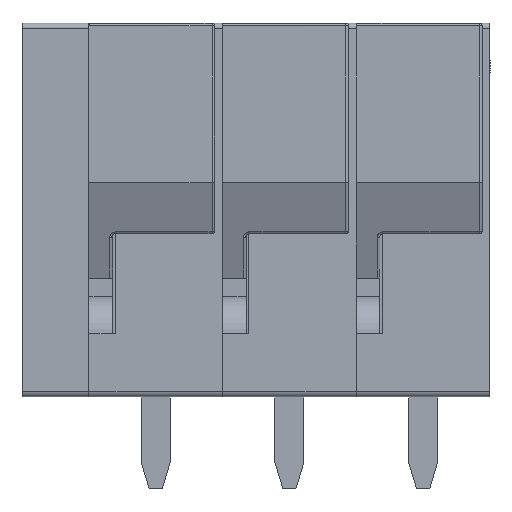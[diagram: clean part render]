
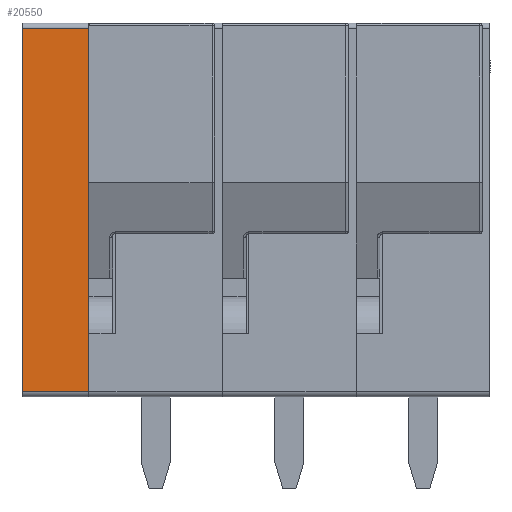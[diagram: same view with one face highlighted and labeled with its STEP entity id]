
A CAD part, front view. The second image highlights one B-rep face of the part: STEP entity #20550.
In plain terms, the highlighted planar face has unit normal (0, -1, 0).
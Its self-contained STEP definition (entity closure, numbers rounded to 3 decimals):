
#401 = CARTESIAN_POINT ( 'NONE',  ( -6.35, -3.2, 14. ) ) ;
#562 = ORIENTED_EDGE ( 'NONE', *, *, #34031, .F. ) ;
#3534 = ORIENTED_EDGE ( 'NONE', *, *, #35227, .T. ) ;
#4622 = VECTOR ( 'NONE', #30828, 1000. ) ;
#5894 = LINE ( 'NONE', #22874, #6591 ) ;
#6591 = VECTOR ( 'NONE', #17388, 1000. ) ;
#6734 = EDGE_LOOP ( 'NONE', ( #562, #29359, #13509, #3534 ) ) ;
#9273 = CARTESIAN_POINT ( 'NONE',  ( -6.35, -3.2, 0.2 ) ) ;
#10734 = AXIS2_PLACEMENT_3D ( 'NONE', #35218, #15874, #21001 ) ;
#12443 = VECTOR ( 'NONE', #20690, 1000. ) ;
#13509 = ORIENTED_EDGE ( 'NONE', *, *, #19422, .T. ) ;
#13851 = LINE ( 'NONE', #31005, #4622 ) ;
#15874 = DIRECTION ( 'NONE',  ( 0., 1., 0. ) ) ;
#17388 = DIRECTION ( 'NONE',  ( 0., 0., 1. ) ) ;
#17393 = CARTESIAN_POINT ( 'NONE',  ( -8.89, -3.2, 0.2 ) ) ;
#18081 = PLANE ( 'NONE',  #10734 ) ;
#19422 = EDGE_CURVE ( 'NONE', #31107, #35467, #5894, .T. ) ;
#20166 = EDGE_CURVE ( 'NONE', #24566, #31107, #31239, .T. ) ;
#20550 = ADVANCED_FACE ( 'NONE', ( #26918 ), #18081, .F. ) ;
#20690 = DIRECTION ( 'NONE',  ( 1., 0., 0. ) ) ;
#21001 = DIRECTION ( 'NONE',  ( 0., 0., -1. ) ) ;
#21726 = CARTESIAN_POINT ( 'NONE',  ( -8.89, -3.2, 14. ) ) ;
#22874 = CARTESIAN_POINT ( 'NONE',  ( -6.35, -3.2, 0. ) ) ;
#24370 = CARTESIAN_POINT ( 'NONE',  ( -8.89, -3.2, 0.2 ) ) ;
#24566 = VERTEX_POINT ( 'NONE', #24370 ) ;
#25095 = CARTESIAN_POINT ( 'NONE',  ( -8.89, -3.2, 0. ) ) ;
#26918 = FACE_OUTER_BOUND ( 'NONE', #6734, .T. ) ;
#27025 = VERTEX_POINT ( 'NONE', #21726 ) ;
#29359 = ORIENTED_EDGE ( 'NONE', *, *, #20166, .T. ) ;
#30828 = DIRECTION ( 'NONE',  ( -1., 0., 0. ) ) ;
#31005 = CARTESIAN_POINT ( 'NONE',  ( -8.89, -3.2, 14. ) ) ;
#31107 = VERTEX_POINT ( 'NONE', #9273 ) ;
#31239 = LINE ( 'NONE', #17393, #12443 ) ;
#33445 = VECTOR ( 'NONE', #33635, 1000. ) ;
#33449 = LINE ( 'NONE', #25095, #33445 ) ;
#33635 = DIRECTION ( 'NONE',  ( 0., 0., 1. ) ) ;
#34031 = EDGE_CURVE ( 'NONE', #24566, #27025, #33449, .T. ) ;
#35218 = CARTESIAN_POINT ( 'NONE',  ( -8.89, -3.2, 0. ) ) ;
#35227 = EDGE_CURVE ( 'NONE', #35467, #27025, #13851, .T. ) ;
#35467 = VERTEX_POINT ( 'NONE', #401 ) ;
